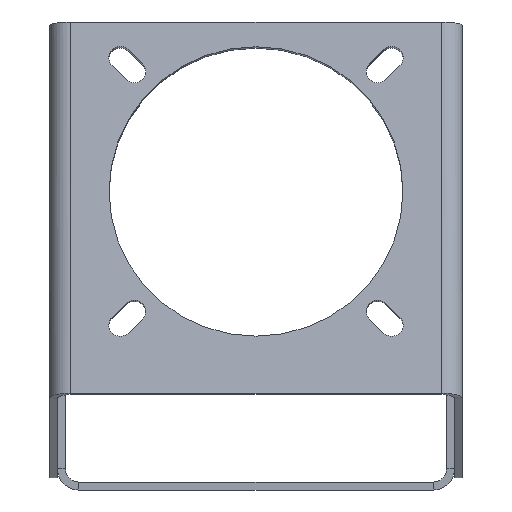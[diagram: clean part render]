
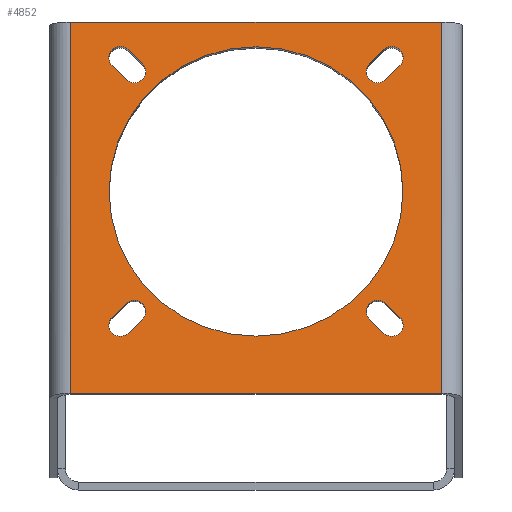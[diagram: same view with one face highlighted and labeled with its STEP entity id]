
A CAD part, front view. The second image highlights one B-rep face of the part: STEP entity #4852.
In plain terms, the highlighted planar face has unit normal (0, -0.985, 0.174).
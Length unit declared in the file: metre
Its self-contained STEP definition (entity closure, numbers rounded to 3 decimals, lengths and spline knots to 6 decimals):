
#25=CIRCLE('',#5114,0.0043);
#27=CIRCLE('',#5118,0.0043);
#29=CIRCLE('',#5121,0.0043);
#31=CIRCLE('',#5125,0.0043);
#33=CIRCLE('',#5128,0.0043);
#35=CIRCLE('',#5132,0.0043);
#37=CIRCLE('',#5135,0.0043);
#39=CIRCLE('',#5139,0.0043);
#40=CIRCLE('',#5141,0.0555);
#265=ORIENTED_EDGE('',*,*,#1631,.F.);
#266=ORIENTED_EDGE('',*,*,#1630,.T.);
#267=ORIENTED_EDGE('',*,*,#1634,.T.);
#268=ORIENTED_EDGE('',*,*,#1624,.T.);
#269=ORIENTED_EDGE('',*,*,#1627,.F.);
#270=ORIENTED_EDGE('',*,*,#1620,.T.);
#271=ORIENTED_EDGE('',*,*,#1636,.T.);
#272=ORIENTED_EDGE('',*,*,#1614,.T.);
#273=ORIENTED_EDGE('',*,*,#1617,.F.);
#274=ORIENTED_EDGE('',*,*,#1610,.T.);
#275=ORIENTED_EDGE('',*,*,#1638,.T.);
#276=ORIENTED_EDGE('',*,*,#1604,.T.);
#277=ORIENTED_EDGE('',*,*,#1607,.F.);
#278=ORIENTED_EDGE('',*,*,#1600,.T.);
#279=ORIENTED_EDGE('',*,*,#1640,.T.);
#280=ORIENTED_EDGE('',*,*,#1594,.T.);
#281=ORIENTED_EDGE('',*,*,#1597,.F.);
#282=ORIENTED_EDGE('',*,*,#1645,.T.);
#283=ORIENTED_EDGE('',*,*,#1643,.T.);
#284=ORIENTED_EDGE('',*,*,#1646,.F.);
#285=ORIENTED_EDGE('',*,*,#1590,.F.);
#1590=EDGE_CURVE('',#2288,#2286,#2754,.T.);
#1594=EDGE_CURVE('',#2290,#2292,#25,.T.);
#1597=EDGE_CURVE('',#2294,#2292,#2759,.T.);
#1600=EDGE_CURVE('',#2294,#2296,#27,.T.);
#1604=EDGE_CURVE('',#2298,#2300,#29,.T.);
#1607=EDGE_CURVE('',#2302,#2300,#2765,.T.);
#1610=EDGE_CURVE('',#2302,#2304,#31,.T.);
#1614=EDGE_CURVE('',#2306,#2308,#33,.T.);
#1617=EDGE_CURVE('',#2310,#2308,#2771,.T.);
#1620=EDGE_CURVE('',#2310,#2312,#35,.T.);
#1624=EDGE_CURVE('',#2314,#2316,#37,.T.);
#1627=EDGE_CURVE('',#2318,#2316,#2777,.T.);
#1630=EDGE_CURVE('',#2318,#2320,#39,.T.);
#1631=EDGE_CURVE('',#2321,#2321,#40,.T.);
#1634=EDGE_CURVE('',#2320,#2314,#2780,.T.);
#1636=EDGE_CURVE('',#2312,#2306,#2782,.T.);
#1638=EDGE_CURVE('',#2304,#2298,#2784,.T.);
#1640=EDGE_CURVE('',#2296,#2290,#2786,.T.);
#1643=EDGE_CURVE('',#2326,#2325,#2788,.T.);
#1645=EDGE_CURVE('',#2288,#2326,#2789,.T.);
#1646=EDGE_CURVE('',#2286,#2325,#2790,.F.);
#2286=VERTEX_POINT('',#6783);
#2288=VERTEX_POINT('',#6787);
#2290=VERTEX_POINT('',#6792);
#2292=VERTEX_POINT('',#6796);
#2294=VERTEX_POINT('',#6802);
#2296=VERTEX_POINT('',#6808);
#2298=VERTEX_POINT('',#6813);
#2300=VERTEX_POINT('',#6817);
#2302=VERTEX_POINT('',#6823);
#2304=VERTEX_POINT('',#6829);
#2306=VERTEX_POINT('',#6834);
#2308=VERTEX_POINT('',#6838);
#2310=VERTEX_POINT('',#6844);
#2312=VERTEX_POINT('',#6850);
#2314=VERTEX_POINT('',#6855);
#2316=VERTEX_POINT('',#6859);
#2318=VERTEX_POINT('',#6865);
#2320=VERTEX_POINT('',#6871);
#2321=VERTEX_POINT('',#6875);
#2325=VERTEX_POINT('',#6898);
#2326=VERTEX_POINT('',#6900);
#2754=LINE('',#6788,#3334);
#2759=LINE('',#6803,#3339);
#2765=LINE('',#6824,#3345);
#2771=LINE('',#6845,#3351);
#2777=LINE('',#6866,#3357);
#2780=LINE('',#6880,#3360);
#2782=LINE('',#6883,#3362);
#2784=LINE('',#6886,#3364);
#2786=LINE('',#6889,#3366);
#2788=LINE('',#6899,#3368);
#2789=LINE('',#6906,#3369);
#2790=LINE('',#6907,#3370);
#3334=VECTOR('',#5480,1.);
#3339=VECTOR('',#5493,1.);
#3345=VECTOR('',#5513,1.);
#3351=VECTOR('',#5533,1.);
#3357=VECTOR('',#5553,1.);
#3360=VECTOR('',#5570,1.);
#3362=VECTOR('',#5574,1.);
#3364=VECTOR('',#5578,1.);
#3366=VECTOR('',#5582,1.);
#3368=VECTOR('',#5586,1.);
#3369=VECTOR('',#5589,1.);
#3370=VECTOR('',#5590,1.);
#3931=EDGE_LOOP('',(#265));
#3932=EDGE_LOOP('',(#266,#267,#268,#269));
#3933=EDGE_LOOP('',(#270,#271,#272,#273));
#3934=EDGE_LOOP('',(#274,#275,#276,#277));
#3935=EDGE_LOOP('',(#278,#279,#280,#281));
#3936=EDGE_LOOP('',(#282,#283,#284,#285));
#4295=FACE_BOUND('',#3931,.T.);
#4296=FACE_BOUND('',#3932,.T.);
#4297=FACE_BOUND('',#3933,.T.);
#4298=FACE_BOUND('',#3934,.T.);
#4299=FACE_BOUND('',#3935,.T.);
#4300=FACE_BOUND('',#3936,.T.);
#4649=PLANE('',#5148);
#4852=ADVANCED_FACE('',(#4295,#4296,#4297,#4298,#4299,#4300),#4649,.T.);
#5114=AXIS2_PLACEMENT_3D('',#6797,#5487,#5488);
#5118=AXIS2_PLACEMENT_3D('',#6809,#5499,#5500);
#5121=AXIS2_PLACEMENT_3D('',#6818,#5507,#5508);
#5125=AXIS2_PLACEMENT_3D('',#6830,#5519,#5520);
#5128=AXIS2_PLACEMENT_3D('',#6839,#5527,#5528);
#5132=AXIS2_PLACEMENT_3D('',#6851,#5539,#5540);
#5135=AXIS2_PLACEMENT_3D('',#6860,#5547,#5548);
#5139=AXIS2_PLACEMENT_3D('',#6872,#5559,#5560);
#5141=AXIS2_PLACEMENT_3D('',#6874,#5563,#5564);
#5148=AXIS2_PLACEMENT_3D('',#6905,#5587,#5588);
#5480=DIRECTION('',(1.,0.,0.));
#5487=DIRECTION('',(0.,0.985,-0.174));
#5488=DIRECTION('',(0.,-0.174,-0.985));
#5493=DIRECTION('',(-0.707,0.123,0.696));
#5499=DIRECTION('',(0.,0.985,-0.174));
#5500=DIRECTION('',(0.,-0.174,-0.985));
#5507=DIRECTION('',(0.,0.985,-0.174));
#5508=DIRECTION('',(0.,-0.174,-0.985));
#5513=DIRECTION('',(0.707,0.123,0.696));
#5519=DIRECTION('',(0.,0.985,-0.174));
#5520=DIRECTION('',(0.,-0.174,-0.985));
#5527=DIRECTION('',(0.,0.985,-0.174));
#5528=DIRECTION('',(0.,-0.174,-0.985));
#5533=DIRECTION('',(0.707,-0.123,-0.696));
#5539=DIRECTION('',(0.,0.985,-0.174));
#5540=DIRECTION('',(0.,-0.174,-0.985));
#5547=DIRECTION('',(0.,0.985,-0.174));
#5548=DIRECTION('',(0.,-0.174,-0.985));
#5553=DIRECTION('',(-0.707,-0.123,-0.696));
#5559=DIRECTION('',(0.,0.985,-0.174));
#5560=DIRECTION('',(0.,-0.174,-0.985));
#5563=DIRECTION('',(0.,-0.985,0.174));
#5564=DIRECTION('',(0.,-0.174,-0.985));
#5570=DIRECTION('',(-0.707,-0.123,-0.696));
#5574=DIRECTION('',(0.707,-0.123,-0.696));
#5578=DIRECTION('',(0.707,0.123,0.696));
#5582=DIRECTION('',(-0.707,0.123,0.696));
#5586=DIRECTION('',(1.,0.,0.));
#5587=DIRECTION('',(0.,-0.985,0.174));
#5588=DIRECTION('',(1.,0.,0.));
#5589=DIRECTION('',(0.,-0.174,-0.985));
#5590=DIRECTION('',(0.,0.174,0.985));
#6783=CARTESIAN_POINT('',(0.07,0.025128,0.081553));
#6787=CARTESIAN_POINT('',(-0.07,0.025128,0.081553));
#6788=CARTESIAN_POINT('',(0.,0.025128,0.081553));
#6792=CARTESIAN_POINT('',(-0.054306,0.022215,0.065032));
#6796=CARTESIAN_POINT('',(-0.048225,0.023271,0.071021));
#6797=CARTESIAN_POINT('',(-0.051265,0.022743,0.068027));
#6802=CARTESIAN_POINT('',(-0.042921,0.02235,0.065798));
#6803=CARTESIAN_POINT('',(-0.045573,0.022811,0.06841));
#6808=CARTESIAN_POINT('',(-0.049002,0.021294,0.059809));
#6809=CARTESIAN_POINT('',(-0.045962,0.021822,0.062804));
#6813=CARTESIAN_POINT('',(0.048225,0.023271,0.071021));
#6817=CARTESIAN_POINT('',(0.054306,0.022215,0.065032));
#6818=CARTESIAN_POINT('',(0.051265,0.022743,0.068027));
#6823=CARTESIAN_POINT('',(0.049002,0.021294,0.059809));
#6824=CARTESIAN_POINT('',(0.051654,0.021755,0.062421));
#6829=CARTESIAN_POINT('',(0.042921,0.02235,0.065798));
#6830=CARTESIAN_POINT('',(0.045962,0.021822,0.062804));
#6834=CARTESIAN_POINT('',(0.054306,0.005467,-0.029952));
#6838=CARTESIAN_POINT('',(0.048225,0.004411,-0.035941));
#6839=CARTESIAN_POINT('',(0.051265,0.004939,-0.032946));
#6844=CARTESIAN_POINT('',(0.042921,0.005332,-0.030718));
#6845=CARTESIAN_POINT('',(0.045573,0.004871,-0.033329));
#6850=CARTESIAN_POINT('',(0.049002,0.006388,-0.024729));
#6851=CARTESIAN_POINT('',(0.045962,0.00586,-0.027724));
#6855=CARTESIAN_POINT('',(-0.048225,0.004411,-0.035941));
#6859=CARTESIAN_POINT('',(-0.054306,0.005467,-0.029952));
#6860=CARTESIAN_POINT('',(-0.051265,0.004939,-0.032946));
#6865=CARTESIAN_POINT('',(-0.049002,0.006388,-0.024729));
#6866=CARTESIAN_POINT('',(-0.051654,0.005927,-0.027341));
#6871=CARTESIAN_POINT('',(-0.042921,0.005332,-0.030718));
#6872=CARTESIAN_POINT('',(-0.045962,0.00586,-0.027724));
#6874=CARTESIAN_POINT('',(0.,0.013841,0.01754));
#6875=CARTESIAN_POINT('',(0.,0.004204,-0.037117));
#6880=CARTESIAN_POINT('',(-0.045573,0.004871,-0.033329));
#6883=CARTESIAN_POINT('',(0.051654,0.005927,-0.027341));
#6886=CARTESIAN_POINT('',(0.045573,0.022811,0.06841));
#6889=CARTESIAN_POINT('',(-0.051654,0.021755,0.062421));
#6898=CARTESIAN_POINT('',(0.07,0.000413,-0.058617));
#6899=CARTESIAN_POINT('',(0.,0.000413,-0.058617));
#6900=CARTESIAN_POINT('',(-0.07,0.000413,-0.058617));
#6905=CARTESIAN_POINT('',(0.074098,-0.0057,-0.093281));
#6906=CARTESIAN_POINT('',(-0.07,-0.0057,-0.093281));
#6907=CARTESIAN_POINT('',(0.07,0.01115,0.002276));
